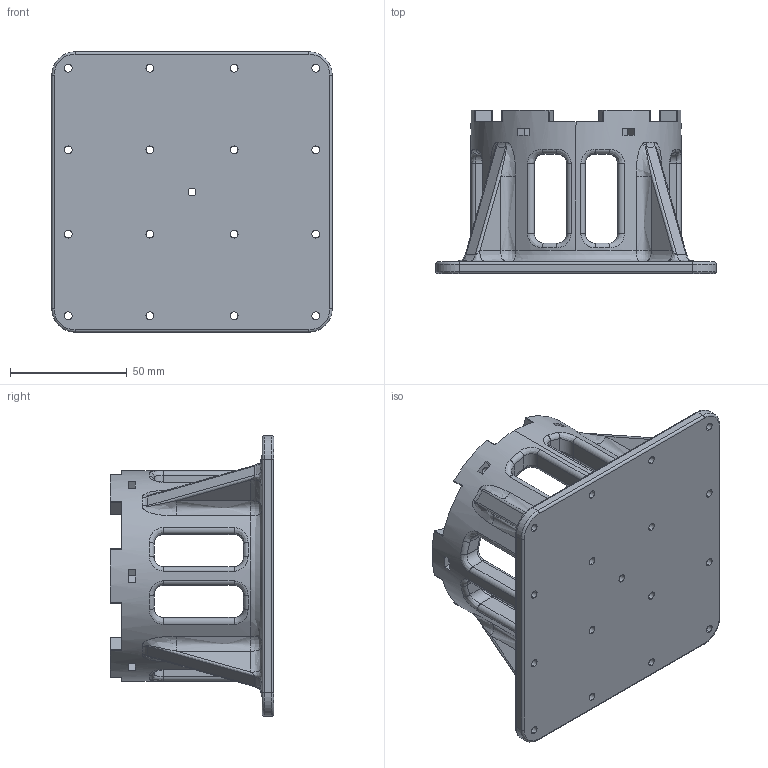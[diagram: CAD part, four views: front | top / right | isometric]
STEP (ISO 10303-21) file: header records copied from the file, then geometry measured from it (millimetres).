
FILE_DESCRIPTION (( 'STEP AP214' ), '1' );
FILE_NAME ('Motor Mount Bottom.STEP', '2025-01-29T15:47:22', ( '' ), ( '' ), 'SwSTEP 2.0', 'SolidWorks 2024', '' );
FILE_SCHEMA (( 'AUTOMOTIVE_DESIGN' ));
Length unit declared in the file: millimetre
Products named in the file (1): Motor Mount Bottom
Bounding box: 120 x 70 x 120 mm (x, y, z)
Volume: 199229.4 mm3; surface area: 64028.1 mm2
Topology: 1 solids, 1 shells, 456 faces, 1124 edges, 672 vertices
Faces by surface type: cylinder 148, bspline 148, plane 106, torus 42, cone 12
Entity records: 28375 total; most frequent: CARTESIAN_POINT 18615, ORIENTED_EDGE 2224, DIRECTION 1738, EDGE_CURVE 1112, AXIS2_PLACEMENT_3D 703, VERTEX_POINT 672, EDGE_LOOP 532, ADVANCED_FACE 456
